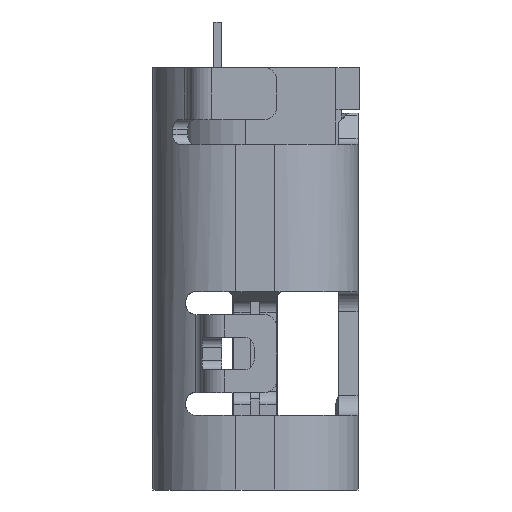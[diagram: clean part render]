
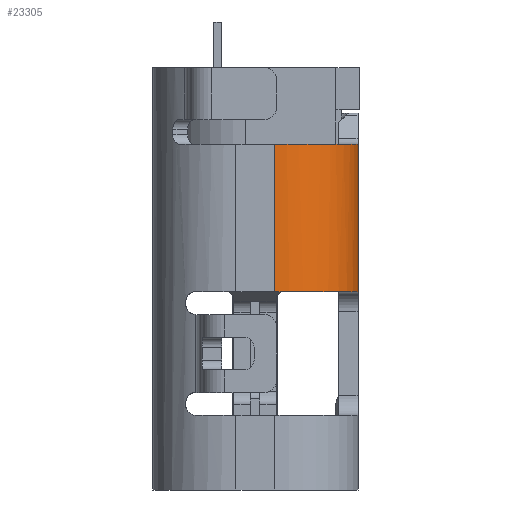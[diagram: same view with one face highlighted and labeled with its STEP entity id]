
A CAD part, left-side view. The second image highlights one B-rep face of the part: STEP entity #23305.
In plain terms, the highlighted cylindrical face has radius 1.28 mm (diameter 2.56 mm), a partial arc.
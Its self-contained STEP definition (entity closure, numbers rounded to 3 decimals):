
#2356=CARTESIAN_POINT('',(-3.19,-0.305,-5.388));
#2357=DIRECTION('',(0.,0.,-1.));
#2358=DIRECTION('',(-0.679,-0.734,0.));
#2359=AXIS2_PLACEMENT_3D('',#2356,#2357,#2358);
#6462=CARTESIAN_POINT('',(-3.19,-0.305,-7.658));
#6463=DIRECTION('',(0.,0.,1.));
#6464=DIRECTION('',(-1.,0.,0.));
#6465=AXIS2_PLACEMENT_3D('',#6462,#6463,#6464);
#7001=CARTESIAN_POINT('',(-3.19,-0.305,-5.388));
#7002=DIRECTION('',(0.,0.,1.));
#7003=DIRECTION('',(-0.679,-0.734,0.));
#7004=AXIS2_PLACEMENT_3D('',#7001,#7002,#7003);
#7006=DIRECTION('',(0.,0.,1.));
#7007=VECTOR('',#7006,2.27);
#7008=CARTESIAN_POINT('',(-3.19,-1.585,-7.658));
#7009=LINE('',#7008,#7007);
#7010=DIRECTION('',(0.,0.,-1.));
#7011=VECTOR('',#7010,2.27);
#7012=CARTESIAN_POINT('',(-4.47,-0.305,-5.388));
#7013=LINE('',#7012,#7011);
#7014=CARTESIAN_POINT('',(-3.19,-0.305,-5.388));
#7015=DIRECTION('',(0.,0.,1.));
#7016=DIRECTION('',(-1.,0.,0.));
#7017=AXIS2_PLACEMENT_3D('',#7014,#7015,#7016);
#10725=CARTESIAN_POINT('',(-3.19,-1.585,-7.658));
#10726=CARTESIAN_POINT('',(-3.19,-1.585,-5.388));
#10727=VERTEX_POINT('',#10725);
#10728=VERTEX_POINT('',#10726);
#11061=CARTESIAN_POINT('',(-4.47,-0.305,-5.388));
#11062=CARTESIAN_POINT('',(-4.47,-0.305,-7.658));
#11063=VERTEX_POINT('',#11061);
#11064=VERTEX_POINT('',#11062);
#11974=CARTESIAN_POINT('',(-4.059,-1.245,
-5.388));
#11976=VERTEX_POINT('',#11974);
#11987=CARTESIAN_POINT('',(-4.145,-1.157,
-5.388));
#11989=VERTEX_POINT('',#11987);
#23292=CARTESIAN_POINT('',(-3.19,-0.305,-6.108));
#23293=DIRECTION('',(0.,0.,-1.));
#23294=DIRECTION('',(-1.,0.,0.));
#23295=AXIS2_PLACEMENT_3D('',#23292,#23293,#23294);
#23296=CYLINDRICAL_SURFACE('',#23295,1.28);
#23297=ORIENTED_EDGE('',*,*,#17013,.F.);
#23298=ORIENTED_EDGE('',*,*,#16854,.T.);
#23299=ORIENTED_EDGE('',*,*,#20770,.F.);
#23300=ORIENTED_EDGE('',*,*,#22587,.F.);
#23301=ORIENTED_EDGE('',*,*,#23273,.F.);
#23302=ORIENTED_EDGE('',*,*,#16909,.T.);
#23303=EDGE_LOOP('',(#23297,#23298,#23299,#23300,#23301,#23302));
#23304=FACE_OUTER_BOUND('',#23303,.F.);
#2360=CIRCLE('',#2359,1.28);
#6466=CIRCLE('',#6465,1.28);
#7005=CIRCLE('',#7004,1.28);
#7018=CIRCLE('',#7017,1.28);
#16854=EDGE_CURVE('',#11976,#10728,#7005,.T.);
#16909=EDGE_CURVE('',#11063,#11989,#7018,.T.);
#17013=EDGE_CURVE('',#11976,#11989,#2360,.T.);
#20770=EDGE_CURVE('',#10727,#10728,#7009,.T.);
#22587=EDGE_CURVE('',#11064,#10727,#6466,.T.);
#23273=EDGE_CURVE('',#11063,#11064,#7013,.T.);
#23305=ADVANCED_FACE('',(#23304),#23296,.T.);
